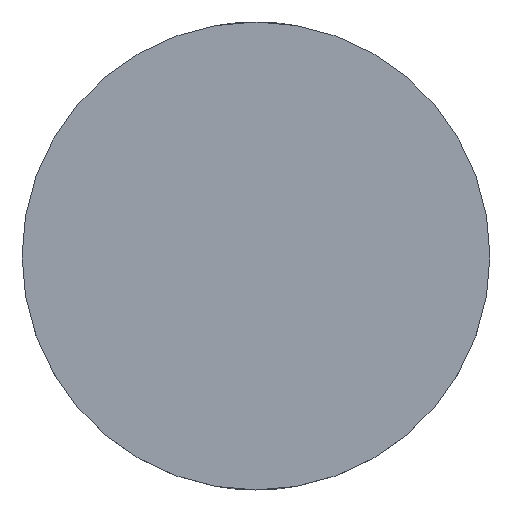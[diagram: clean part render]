
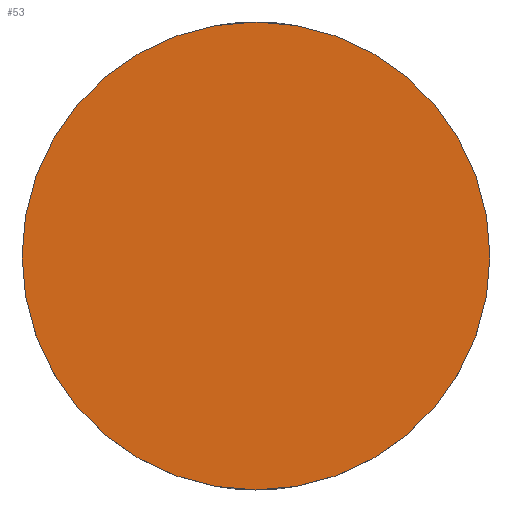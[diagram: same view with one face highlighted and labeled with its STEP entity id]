
A CAD part, top view. The second image highlights one B-rep face of the part: STEP entity #53.
In plain terms, the highlighted planar face has unit normal (0, 0, 1).
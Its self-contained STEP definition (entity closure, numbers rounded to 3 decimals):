
#1 = CARTESIAN_POINT ( 'NONE',  ( 0., 0., 9.75 ) ) ;
#17 = PLANE ( 'NONE',  #91 ) ;
#28 = EDGE_CURVE ( 'NONE', #39, #94, #35, .T. ) ;
#35 = CIRCLE ( 'NONE', #107, 12.7 ) ;
#39 = VERTEX_POINT ( 'NONE', #140 ) ;
#40 = DIRECTION ( 'NONE',  ( 0., 0., 1. ) ) ;
#48 = EDGE_CURVE ( 'NONE', #94, #39, #227, .T. ) ;
#53 = ADVANCED_FACE ( 'NONE', ( #68 ), #17, .T. ) ;
#57 = DIRECTION ( 'NONE',  ( 0., 0., -1. ) ) ;
#68 = FACE_OUTER_BOUND ( 'NONE', #206, .T. ) ;
#91 = AXIS2_PLACEMENT_3D ( 'NONE', #200, #40, #141 ) ;
#94 = VERTEX_POINT ( 'NONE', #108 ) ;
#105 = DIRECTION ( 'NONE',  ( 1., 0., 0. ) ) ;
#107 = AXIS2_PLACEMENT_3D ( 'NONE', #1, #142, #231 ) ;
#108 = CARTESIAN_POINT ( 'NONE',  ( 12.7, 0., 9.75 ) ) ;
#110 = AXIS2_PLACEMENT_3D ( 'NONE', #121, #57, #105 ) ;
#113 = ORIENTED_EDGE ( 'NONE', *, *, #48, .F. ) ;
#121 = CARTESIAN_POINT ( 'NONE',  ( 0., 0., 9.75 ) ) ;
#140 = CARTESIAN_POINT ( 'NONE',  ( -12.7, 0., 9.75 ) ) ;
#141 = DIRECTION ( 'NONE',  ( 1., 0., 0. ) ) ;
#142 = DIRECTION ( 'NONE',  ( 0., 0., -1. ) ) ;
#155 = ORIENTED_EDGE ( 'NONE', *, *, #28, .F. ) ;
#200 = CARTESIAN_POINT ( 'NONE',  ( 0., 26.112, 9.75 ) ) ;
#206 = EDGE_LOOP ( 'NONE', ( #113, #155 ) ) ;
#227 = CIRCLE ( 'NONE', #110, 12.7 ) ;
#231 = DIRECTION ( 'NONE',  ( 1., 0., 0. ) ) ;
